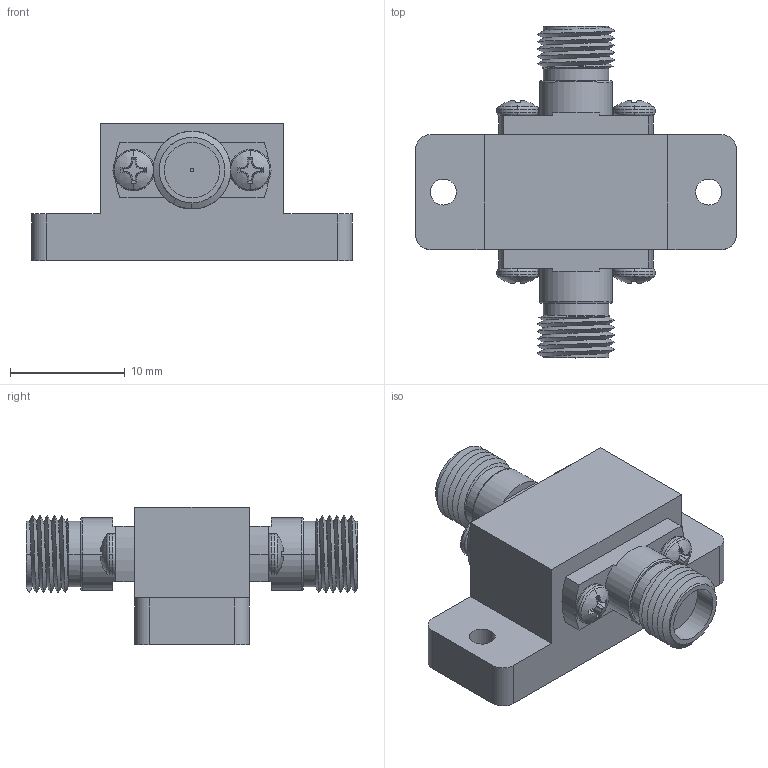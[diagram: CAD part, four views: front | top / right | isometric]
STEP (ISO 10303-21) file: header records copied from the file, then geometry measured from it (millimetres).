
FILE_DESCRIPTION (( 'STEP AP214' ), '1' );
FILE_NAME ('SNC-1832731515-KFKF-I7.STEP', '2018-08-31T16:31:41', ( '' ), ( '' ), 'SwSTEP 2.0', 'SolidWorks 2016', '' );
FILE_SCHEMA (( 'AUTOMOTIVE_DESIGN' ));
Length unit declared in the file: inch
Products named in the file (1): SNC-1832731515-KFKF-I7
Bounding box: 27.94 x 28.91 x 11.94 mm (x, y, z)
Volume: 2989.6 mm3; surface area: 2456.5 mm2
Topology: 7 solids, 7 shells, 500 faces, 1400 edges, 924 vertices
Faces by surface type: cylinder 306, plane 110, cone 40, torus 20, bspline 16, sphere 8
Entity records: 28912 total; most frequent: CARTESIAN_POINT 10765, ORIENTED_EDGE 2800, DIRECTION 2106, EDGE_CURVE 1400, VERTEX_POINT 924, AXIS2_PLACEMENT_3D 811, EDGE_LOOP 526, LENGTH_MEASURE_WITH_UNIT 509
